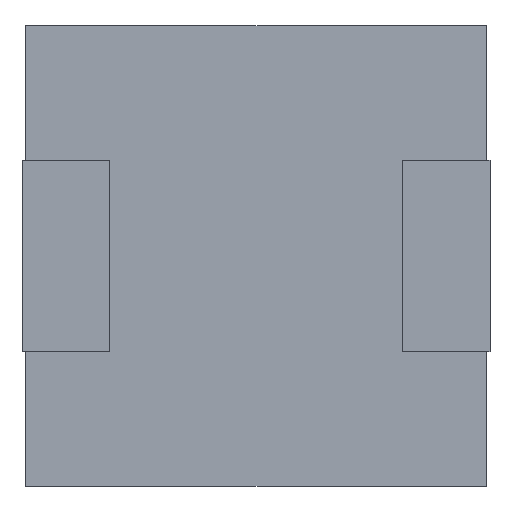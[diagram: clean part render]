
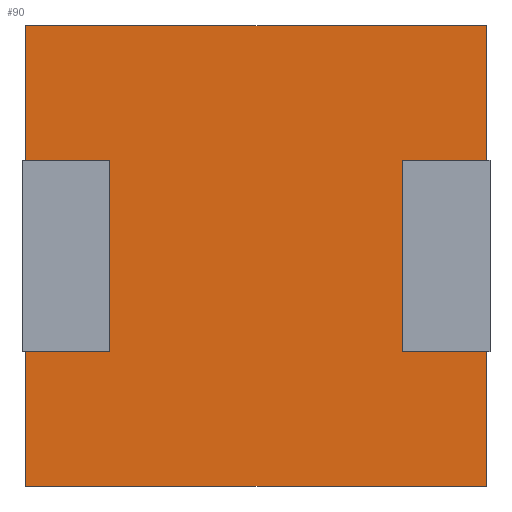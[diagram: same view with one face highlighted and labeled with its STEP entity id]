
A CAD part, front view. The second image highlights one B-rep face of the part: STEP entity #90.
In plain terms, the highlighted planar face has unit normal (0, -1, 0).
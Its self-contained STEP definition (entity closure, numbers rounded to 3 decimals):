
#19 = VECTOR ( 'NONE', #444, 1000. ) ;
#90 = ADVANCED_FACE ( 'NONE', ( #196 ), #730, .T. ) ;
#97 = DIRECTION ( 'NONE',  ( 0., 0., -1. ) ) ;
#126 = CARTESIAN_POINT ( 'NONE',  ( 6., 0.1, -6. ) ) ;
#128 = EDGE_CURVE ( 'NONE', #557, #756, #704, .T. ) ;
#130 = EDGE_CURVE ( 'NONE', #273, #802, #394, .T. ) ;
#176 = CARTESIAN_POINT ( 'NONE',  ( 6., 0.1, -6. ) ) ;
#195 = VECTOR ( 'NONE', #679, 1000. ) ;
#196 = FACE_OUTER_BOUND ( 'NONE', #720, .T. ) ;
#205 = CARTESIAN_POINT ( 'NONE',  ( -6., 0.1, 6. ) ) ;
#217 = VECTOR ( 'NONE', #645, 1000. ) ;
#273 = VERTEX_POINT ( 'NONE', #692 ) ;
#289 = ORIENTED_EDGE ( 'NONE', *, *, #128, .F. ) ;
#307 = CARTESIAN_POINT ( 'NONE',  ( -6., 0.1, 6. ) ) ;
#357 = DIRECTION ( 'NONE',  ( -1., 0., 0. ) ) ;
#367 = ORIENTED_EDGE ( 'NONE', *, *, #684, .F. ) ;
#394 = LINE ( 'NONE', #307, #195 ) ;
#443 = AXIS2_PLACEMENT_3D ( 'NONE', #176, #454, #97 ) ;
#444 = DIRECTION ( 'NONE',  ( 0., 0., -1. ) ) ;
#454 = DIRECTION ( 'NONE',  ( 0., -1., 0. ) ) ;
#462 = LINE ( 'NONE', #205, #217 ) ;
#526 = CARTESIAN_POINT ( 'NONE',  ( -6., 0.1, -6. ) ) ;
#539 = EDGE_CURVE ( 'NONE', #756, #273, #462, .T. ) ;
#557 = VERTEX_POINT ( 'NONE', #126 ) ;
#559 = CARTESIAN_POINT ( 'NONE',  ( 6., 0.1, 6. ) ) ;
#588 = ORIENTED_EDGE ( 'NONE', *, *, #130, .F. ) ;
#643 = VECTOR ( 'NONE', #357, 1000. ) ;
#645 = DIRECTION ( 'NONE',  ( 0., 0., 1. ) ) ;
#648 = ORIENTED_EDGE ( 'NONE', *, *, #539, .F. ) ;
#649 = LINE ( 'NONE', #656, #19 ) ;
#656 = CARTESIAN_POINT ( 'NONE',  ( 6., 0.1, 6. ) ) ;
#679 = DIRECTION ( 'NONE',  ( 1., 0., 0. ) ) ;
#684 = EDGE_CURVE ( 'NONE', #802, #557, #649, .T. ) ;
#692 = CARTESIAN_POINT ( 'NONE',  ( -6., 0.1, 6. ) ) ;
#704 = LINE ( 'NONE', #748, #643 ) ;
#720 = EDGE_LOOP ( 'NONE', ( #367, #588, #648, #289 ) ) ;
#730 = PLANE ( 'NONE',  #443 ) ;
#748 = CARTESIAN_POINT ( 'NONE',  ( -6., 0.1, -6. ) ) ;
#756 = VERTEX_POINT ( 'NONE', #526 ) ;
#802 = VERTEX_POINT ( 'NONE', #559 ) ;
